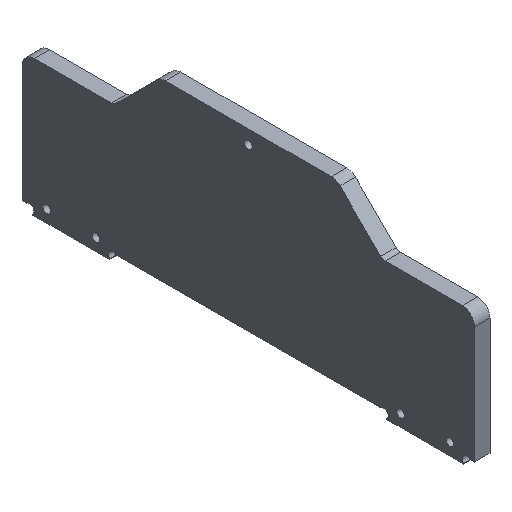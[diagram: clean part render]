
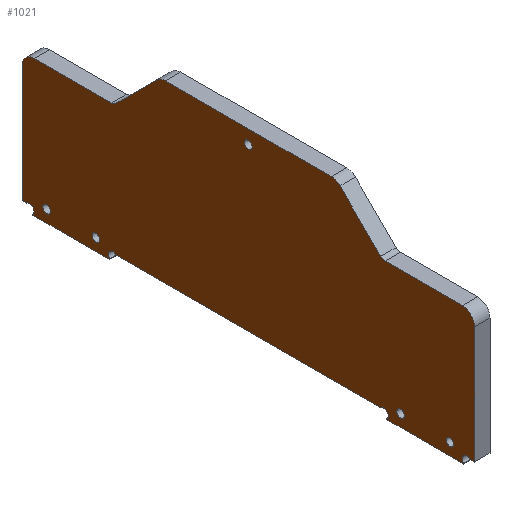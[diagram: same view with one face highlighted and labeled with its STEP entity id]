
A CAD part, isometric view. The second image highlights one B-rep face of the part: STEP entity #1021.
In plain terms, the highlighted planar face has unit normal (-1, 0, 0).
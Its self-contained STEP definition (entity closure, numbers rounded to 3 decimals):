
#21=FACE_BOUND('',#122,.T.);
#22=FACE_BOUND('',#123,.T.);
#23=FACE_BOUND('',#124,.T.);
#24=FACE_BOUND('',#125,.T.);
#25=FACE_BOUND('',#126,.T.);
#30=PLANE('',#1127);
#61=FACE_OUTER_BOUND('',#121,.T.);
#121=EDGE_LOOP('',(#757,#758,#759,#760,#761,#762,#763,#764,#765,#766,#767,
#768,#769,#770,#771,#772,#773,#774,#775,#776,#777,#778,#779,#780,#781,#782));
#122=EDGE_LOOP('',(#783));
#123=EDGE_LOOP('',(#784));
#124=EDGE_LOOP('',(#785));
#125=EDGE_LOOP('',(#786));
#126=EDGE_LOOP('',(#787));
#208=LINE('',#1644,#309);
#210=LINE('',#1648,#311);
#211=LINE('',#1652,#312);
#212=LINE('',#1656,#313);
#213=LINE('',#1660,#314);
#214=LINE('',#1664,#315);
#215=LINE('',#1668,#316);
#216=LINE('',#1670,#317);
#217=LINE('',#1674,#318);
#218=LINE('',#1676,#319);
#219=LINE('',#1678,#320);
#220=LINE('',#1682,#321);
#221=LINE('',#1686,#322);
#222=LINE('',#1688,#323);
#223=LINE('',#1690,#324);
#224=LINE('',#1693,#325);
#309=VECTOR('',#1306,10.);
#311=VECTOR('',#1310,10.);
#312=VECTOR('',#1313,10.);
#313=VECTOR('',#1316,10.);
#314=VECTOR('',#1319,10.);
#315=VECTOR('',#1322,10.);
#316=VECTOR('',#1325,10.);
#317=VECTOR('',#1326,10.);
#318=VECTOR('',#1329,10.);
#319=VECTOR('',#1330,10.);
#320=VECTOR('',#1331,10.);
#321=VECTOR('',#1334,10.);
#322=VECTOR('',#1337,10.);
#323=VECTOR('',#1338,10.);
#324=VECTOR('',#1339,10.);
#325=VECTOR('',#1342,10.);
#403=CIRCLE('',#1125,4.);
#404=CIRCLE('',#1128,2.);
#405=CIRCLE('',#1129,4.);
#406=CIRCLE('',#1130,4.);
#407=CIRCLE('',#1131,2.);
#408=CIRCLE('',#1132,4.);
#409=CIRCLE('',#1133,1.5);
#410=CIRCLE('',#1134,1.5);
#411=CIRCLE('',#1135,1.5);
#412=CIRCLE('',#1136,1.5);
#413=CIRCLE('',#1137,1.23);
#414=CIRCLE('',#1138,1.23);
#415=CIRCLE('',#1139,1.23);
#416=CIRCLE('',#1140,1.23);
#417=CIRCLE('',#1141,1.23);
#484=VERTEX_POINT('',#1637);
#485=VERTEX_POINT('',#1638);
#486=VERTEX_POINT('',#1643);
#487=VERTEX_POINT('',#1647);
#488=VERTEX_POINT('',#1649);
#489=VERTEX_POINT('',#1651);
#490=VERTEX_POINT('',#1653);
#491=VERTEX_POINT('',#1655);
#492=VERTEX_POINT('',#1657);
#493=VERTEX_POINT('',#1659);
#494=VERTEX_POINT('',#1661);
#495=VERTEX_POINT('',#1663);
#496=VERTEX_POINT('',#1665);
#497=VERTEX_POINT('',#1667);
#498=VERTEX_POINT('',#1669);
#499=VERTEX_POINT('',#1671);
#500=VERTEX_POINT('',#1673);
#501=VERTEX_POINT('',#1675);
#502=VERTEX_POINT('',#1677);
#503=VERTEX_POINT('',#1679);
#504=VERTEX_POINT('',#1681);
#505=VERTEX_POINT('',#1683);
#506=VERTEX_POINT('',#1685);
#507=VERTEX_POINT('',#1687);
#508=VERTEX_POINT('',#1689);
#509=VERTEX_POINT('',#1691);
#510=VERTEX_POINT('',#1694);
#511=VERTEX_POINT('',#1696);
#512=VERTEX_POINT('',#1698);
#513=VERTEX_POINT('',#1700);
#514=VERTEX_POINT('',#1702);
#590=EDGE_CURVE('',#484,#485,#403,.T.);
#593=EDGE_CURVE('',#486,#485,#208,.T.);
#595=EDGE_CURVE('',#484,#487,#210,.T.);
#596=EDGE_CURVE('',#488,#487,#404,.T.);
#597=EDGE_CURVE('',#488,#489,#211,.T.);
#598=EDGE_CURVE('',#490,#489,#405,.T.);
#599=EDGE_CURVE('',#490,#491,#212,.T.);
#600=EDGE_CURVE('',#492,#491,#406,.T.);
#601=EDGE_CURVE('',#492,#493,#213,.T.);
#602=EDGE_CURVE('',#494,#493,#407,.T.);
#603=EDGE_CURVE('',#494,#495,#214,.T.);
#604=EDGE_CURVE('',#496,#495,#408,.T.);
#605=EDGE_CURVE('',#496,#497,#215,.T.);
#606=EDGE_CURVE('',#497,#498,#216,.T.);
#607=EDGE_CURVE('',#498,#499,#409,.T.);
#608=EDGE_CURVE('',#499,#500,#217,.T.);
#609=EDGE_CURVE('',#500,#501,#218,.T.);
#610=EDGE_CURVE('',#501,#502,#219,.T.);
#611=EDGE_CURVE('',#502,#503,#410,.T.);
#612=EDGE_CURVE('',#503,#504,#220,.T.);
#613=EDGE_CURVE('',#504,#505,#411,.T.);
#614=EDGE_CURVE('',#505,#506,#221,.T.);
#615=EDGE_CURVE('',#506,#507,#222,.T.);
#616=EDGE_CURVE('',#507,#508,#223,.T.);
#617=EDGE_CURVE('',#508,#509,#412,.T.);
#618=EDGE_CURVE('',#509,#486,#224,.T.);
#619=EDGE_CURVE('',#510,#510,#413,.T.);
#620=EDGE_CURVE('',#511,#511,#414,.T.);
#621=EDGE_CURVE('',#512,#512,#415,.T.);
#622=EDGE_CURVE('',#513,#513,#416,.T.);
#623=EDGE_CURVE('',#514,#514,#417,.T.);
#757=ORIENTED_EDGE('',*,*,#590,.F.);
#758=ORIENTED_EDGE('',*,*,#595,.T.);
#759=ORIENTED_EDGE('',*,*,#596,.F.);
#760=ORIENTED_EDGE('',*,*,#597,.T.);
#761=ORIENTED_EDGE('',*,*,#598,.F.);
#762=ORIENTED_EDGE('',*,*,#599,.T.);
#763=ORIENTED_EDGE('',*,*,#600,.F.);
#764=ORIENTED_EDGE('',*,*,#601,.T.);
#765=ORIENTED_EDGE('',*,*,#602,.F.);
#766=ORIENTED_EDGE('',*,*,#603,.T.);
#767=ORIENTED_EDGE('',*,*,#604,.F.);
#768=ORIENTED_EDGE('',*,*,#605,.T.);
#769=ORIENTED_EDGE('',*,*,#606,.T.);
#770=ORIENTED_EDGE('',*,*,#607,.T.);
#771=ORIENTED_EDGE('',*,*,#608,.T.);
#772=ORIENTED_EDGE('',*,*,#609,.T.);
#773=ORIENTED_EDGE('',*,*,#610,.T.);
#774=ORIENTED_EDGE('',*,*,#611,.T.);
#775=ORIENTED_EDGE('',*,*,#612,.T.);
#776=ORIENTED_EDGE('',*,*,#613,.T.);
#777=ORIENTED_EDGE('',*,*,#614,.T.);
#778=ORIENTED_EDGE('',*,*,#615,.T.);
#779=ORIENTED_EDGE('',*,*,#616,.T.);
#780=ORIENTED_EDGE('',*,*,#617,.T.);
#781=ORIENTED_EDGE('',*,*,#618,.T.);
#782=ORIENTED_EDGE('',*,*,#593,.T.);
#783=ORIENTED_EDGE('',*,*,#619,.T.);
#784=ORIENTED_EDGE('',*,*,#620,.T.);
#785=ORIENTED_EDGE('',*,*,#621,.T.);
#786=ORIENTED_EDGE('',*,*,#622,.T.);
#787=ORIENTED_EDGE('',*,*,#623,.T.);
#1021=ADVANCED_FACE('',(#61,#21,#22,#23,#24,#25),#30,.F.);
#1125=AXIS2_PLACEMENT_3D('',#1639,#1300,#1301);
#1127=AXIS2_PLACEMENT_3D('',#1646,#1308,#1309);
#1128=AXIS2_PLACEMENT_3D('',#1650,#1311,#1312);
#1129=AXIS2_PLACEMENT_3D('',#1654,#1314,#1315);
#1130=AXIS2_PLACEMENT_3D('',#1658,#1317,#1318);
#1131=AXIS2_PLACEMENT_3D('',#1662,#1320,#1321);
#1132=AXIS2_PLACEMENT_3D('',#1666,#1323,#1324);
#1133=AXIS2_PLACEMENT_3D('',#1672,#1327,#1328);
#1134=AXIS2_PLACEMENT_3D('',#1680,#1332,#1333);
#1135=AXIS2_PLACEMENT_3D('',#1684,#1335,#1336);
#1136=AXIS2_PLACEMENT_3D('',#1692,#1340,#1341);
#1137=AXIS2_PLACEMENT_3D('',#1695,#1343,#1344);
#1138=AXIS2_PLACEMENT_3D('',#1697,#1345,#1346);
#1139=AXIS2_PLACEMENT_3D('',#1699,#1347,#1348);
#1140=AXIS2_PLACEMENT_3D('',#1701,#1349,#1350);
#1141=AXIS2_PLACEMENT_3D('',#1703,#1351,#1352);
#1300=DIRECTION('center_axis',(1.,0.,0.));
#1301=DIRECTION('ref_axis',(0.,-0.707,0.707));
#1306=DIRECTION('',(0.,0.,1.));
#1308=DIRECTION('center_axis',(1.,0.,0.));
#1309=DIRECTION('ref_axis',(0.,0.,-1.));
#1310=DIRECTION('',(0.,1.,0.));
#1311=DIRECTION('center_axis',(-1.,0.,0.));
#1312=DIRECTION('ref_axis',(0.,0.383,-0.924));
#1313=DIRECTION('',(0.,0.707,0.707));
#1314=DIRECTION('center_axis',(1.,0.,0.));
#1315=DIRECTION('ref_axis',(0.,-0.383,0.924));
#1316=DIRECTION('',(0.,1.,0.));
#1317=DIRECTION('center_axis',(1.,0.,0.));
#1318=DIRECTION('ref_axis',(0.,0.383,0.924));
#1319=DIRECTION('',(0.,0.707,-0.707));
#1320=DIRECTION('center_axis',(-1.,0.,0.));
#1321=DIRECTION('ref_axis',(0.,-0.383,-0.924));
#1322=DIRECTION('',(0.,1.,0.));
#1323=DIRECTION('center_axis',(1.,0.,0.));
#1324=DIRECTION('ref_axis',(0.,0.707,0.707));
#1325=DIRECTION('',(0.,0.,-1.));
#1326=DIRECTION('',(0.,-1.,0.));
#1327=DIRECTION('center_axis',(1.,0.,0.));
#1328=DIRECTION('ref_axis',(0.,-0.707,-0.707));
#1329=DIRECTION('',(0.,0.,-1.));
#1330=DIRECTION('',(0.,-1.,0.));
#1331=DIRECTION('',(0.,0.,1.));
#1332=DIRECTION('center_axis',(1.,0.,0.));
#1333=DIRECTION('ref_axis',(0.,-0.707,0.707));
#1334=DIRECTION('',(0.,-1.,0.));
#1335=DIRECTION('center_axis',(1.,0.,0.));
#1336=DIRECTION('ref_axis',(0.,-0.707,-0.707));
#1337=DIRECTION('',(0.,0.,-1.));
#1338=DIRECTION('',(0.,-1.,0.));
#1339=DIRECTION('',(0.,0.,1.));
#1340=DIRECTION('center_axis',(1.,0.,0.));
#1341=DIRECTION('ref_axis',(0.,-0.707,0.707));
#1342=DIRECTION('',(0.,-1.,0.));
#1343=DIRECTION('center_axis',(1.,0.,0.));
#1344=DIRECTION('ref_axis',(0.,1.,0.));
#1345=DIRECTION('center_axis',(1.,0.,0.));
#1346=DIRECTION('ref_axis',(0.,1.,0.));
#1347=DIRECTION('center_axis',(1.,0.,0.));
#1348=DIRECTION('ref_axis',(0.,1.,0.));
#1349=DIRECTION('center_axis',(1.,0.,0.));
#1350=DIRECTION('ref_axis',(0.,1.,0.));
#1351=DIRECTION('center_axis',(1.,0.,0.));
#1352=DIRECTION('ref_axis',(0.,1.,0.));
#1637=CARTESIAN_POINT('',(-5.,-69.5,22.15));
#1638=CARTESIAN_POINT('',(-5.,-73.5,18.15));
#1639=CARTESIAN_POINT('Origin',(-5.,-69.5,18.15));
#1643=CARTESIAN_POINT('',(-5.,-73.5,-19.85));
#1644=CARTESIAN_POINT('',(-5.,-73.5,22.15));
#1646=CARTESIAN_POINT('Origin',(-5.,0.,7.5));
#1647=CARTESIAN_POINT('',(-5.,-44.414,22.15));
#1648=CARTESIAN_POINT('',(-5.,-43.586,22.15));
#1649=CARTESIAN_POINT('',(-5.,-43.,22.736));
#1650=CARTESIAN_POINT('Origin',(-5.,-44.414,24.15));
#1651=CARTESIAN_POINT('',(-5.,-29.757,35.978));
#1652=CARTESIAN_POINT('',(-5.,-28.586,37.15));
#1653=CARTESIAN_POINT('',(-5.,-26.929,37.15));
#1654=CARTESIAN_POINT('Origin',(-5.,-26.929,33.15));
#1655=CARTESIAN_POINT('',(-5.,26.929,37.15));
#1656=CARTESIAN_POINT('',(-5.,28.586,37.15));
#1657=CARTESIAN_POINT('',(-5.,29.757,35.978));
#1658=CARTESIAN_POINT('Origin',(-5.,26.929,33.15));
#1659=CARTESIAN_POINT('',(-5.,43.,22.736));
#1660=CARTESIAN_POINT('',(-5.,43.586,22.15));
#1661=CARTESIAN_POINT('',(-5.,44.414,22.15));
#1662=CARTESIAN_POINT('Origin',(-5.,44.414,24.15));
#1663=CARTESIAN_POINT('',(-5.,69.5,22.15));
#1664=CARTESIAN_POINT('',(-5.,73.5,22.15));
#1665=CARTESIAN_POINT('',(-5.,73.5,18.15));
#1666=CARTESIAN_POINT('Origin',(-5.,69.5,18.15));
#1667=CARTESIAN_POINT('',(-5.,73.5,-19.85));
#1668=CARTESIAN_POINT('',(-5.,73.5,-19.85));
#1669=CARTESIAN_POINT('',(-5.,72.121,-19.85));
#1670=CARTESIAN_POINT('',(-5.,70.,-19.85));
#1671=CARTESIAN_POINT('',(-5.,70.,-21.971));
#1672=CARTESIAN_POINT('Origin',(-5.,71.061,-20.911));
#1673=CARTESIAN_POINT('',(-5.,70.,-22.15));
#1674=CARTESIAN_POINT('',(-5.,70.,-22.15));
#1675=CARTESIAN_POINT('',(-5.,45.,-22.15));
#1676=CARTESIAN_POINT('',(-5.,45.,-22.15));
#1677=CARTESIAN_POINT('',(-5.,45.,-21.971));
#1678=CARTESIAN_POINT('',(-5.,45.,-19.85));
#1679=CARTESIAN_POINT('',(-5.,42.879,-19.85));
#1680=CARTESIAN_POINT('Origin',(-5.,43.939,-20.911));
#1681=CARTESIAN_POINT('',(-5.,-42.879,-19.85));
#1682=CARTESIAN_POINT('',(-5.,-45.,-19.85));
#1683=CARTESIAN_POINT('',(-5.,-45.,-21.971));
#1684=CARTESIAN_POINT('Origin',(-5.,-43.939,-20.911));
#1685=CARTESIAN_POINT('',(-5.,-45.,-22.15));
#1686=CARTESIAN_POINT('',(-5.,-45.,-22.15));
#1687=CARTESIAN_POINT('',(-5.,-70.,-22.15));
#1688=CARTESIAN_POINT('',(-5.,-70.,-22.15));
#1689=CARTESIAN_POINT('',(-5.,-70.,-21.971));
#1690=CARTESIAN_POINT('',(-5.,-70.,-19.85));
#1691=CARTESIAN_POINT('',(-5.,-72.121,-19.85));
#1692=CARTESIAN_POINT('Origin',(-5.,-71.061,-20.911));
#1693=CARTESIAN_POINT('',(-5.,-73.5,-19.85));
#1694=CARTESIAN_POINT('',(-5.,-1.23,32.65));
#1695=CARTESIAN_POINT('Origin',(-5.,0.,32.65));
#1696=CARTESIAN_POINT('',(-5.,-50.73,-18.25));
#1697=CARTESIAN_POINT('Origin',(-5.,-49.5,-18.25));
#1698=CARTESIAN_POINT('',(-5.,-66.73,-18.25));
#1699=CARTESIAN_POINT('Origin',(-5.,-65.5,-18.25));
#1700=CARTESIAN_POINT('',(-5.,64.271,-18.25));
#1701=CARTESIAN_POINT('Origin',(-5.,65.5,-18.25));
#1702=CARTESIAN_POINT('',(-5.,48.271,-18.25));
#1703=CARTESIAN_POINT('Origin',(-5.,49.5,-18.25));
